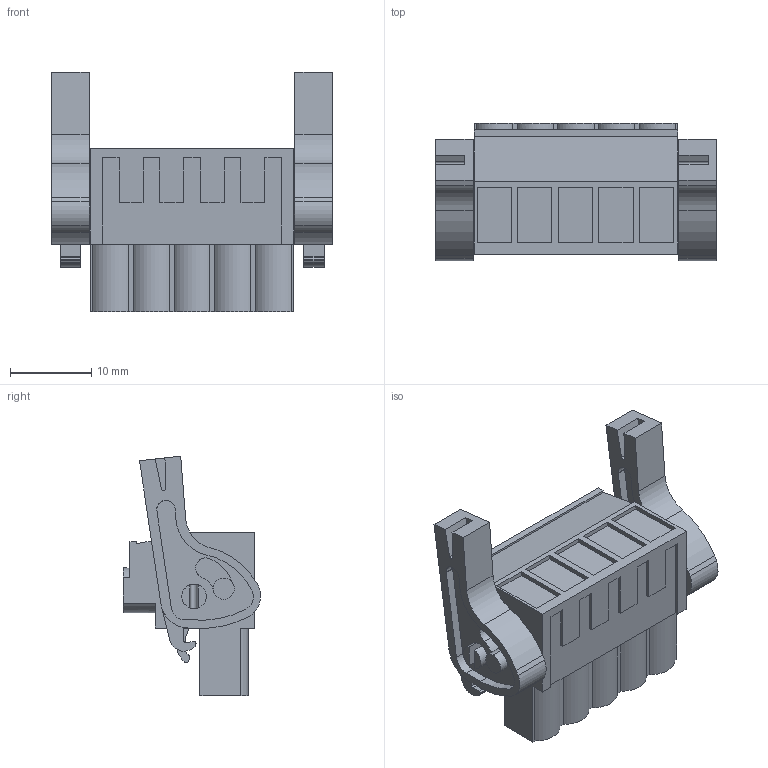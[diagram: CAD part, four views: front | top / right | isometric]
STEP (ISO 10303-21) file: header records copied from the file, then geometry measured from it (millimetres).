
FILE_DESCRIPTION(('CATIA V5 STEP Exchange','CAx-IF Rec.Pracs.--- Model Styling and Organization---1.2---2011-12-15'),'2;1');
FILE_NAME ('D1460391_0_1956570000_1956570000.stp','2017-05-02T11:58:46+00:00',('none'),('Weidmueller'),'CATIA Version 5-6 Release 2014','CATIA V5 STEP AP214','none');
FILE_SCHEMA(('AUTOMOTIVE_DESIGN { 1 0 10303 214 1 1 1 1 }'));
Length unit declared in the file: millimetre
Products named in the file (1): 1956570000
Bounding box: 34.7 x 16.89 x 29.52 mm (x, y, z)
Volume: 6114.2 mm3; surface area: 4725.7 mm2
Topology: 8 solids, 8 shells, 472 faces, 1324 edges, 898 vertices
Faces by surface type: plane 337, cylinder 133, extrusion 2
Entity records: 15110 total; most frequent: CARTESIAN_POINT 2972, ORIENTED_EDGE 2648, DIRECTION 1996, EDGE_CURVE 1324, VECTOR 1010, LINE 1008, VERTEX_POINT 898, AXIS2_PLACEMENT_3D 623
